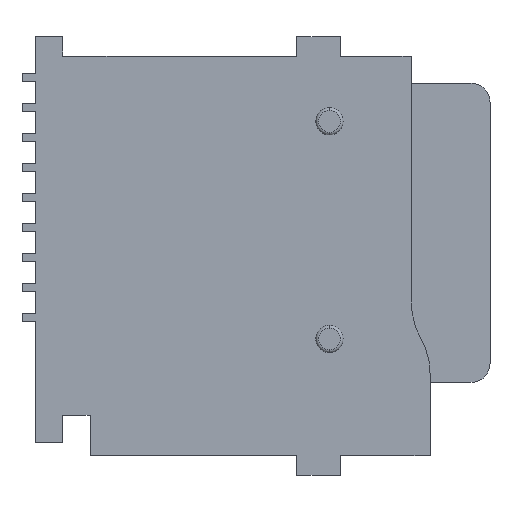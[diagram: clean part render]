
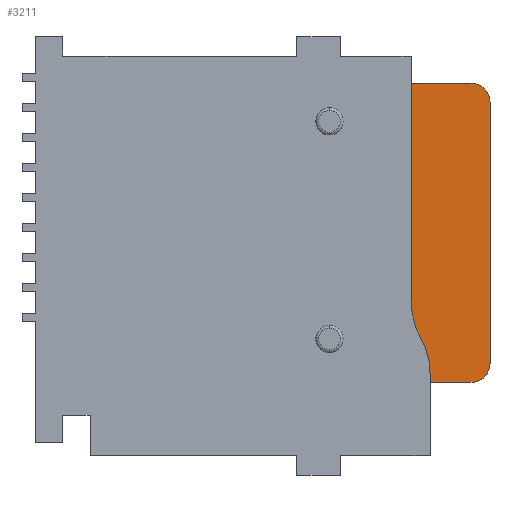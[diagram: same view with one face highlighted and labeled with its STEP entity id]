
A CAD part, front view. The second image highlights one B-rep face of the part: STEP entity #3211.
In plain terms, the highlighted planar face has unit normal (0, -1, 0).
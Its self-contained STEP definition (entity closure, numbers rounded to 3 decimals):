
#104 = CARTESIAN_POINT ( 'NONE',  ( -0.7, 0.8, 13.7 ) ) ;
#611 = ORIENTED_EDGE ( 'NONE', *, *, #7444, .F. ) ;
#699 = EDGE_CURVE ( 'NONE', #2413, #2863, #7357, .T. ) ;
#708 = DIRECTION ( 'NONE',  ( 0., 0., -1. ) ) ;
#739 = VERTEX_POINT ( 'NONE', #4095 ) ;
#800 = CARTESIAN_POINT ( 'NONE',  ( -0.7, 0.8, 13.7 ) ) ;
#866 = CARTESIAN_POINT ( 'NONE',  ( -2.72, 0.8, 3. ) ) ;
#1081 = VERTEX_POINT ( 'NONE', #4041 ) ;
#1138 = LINE ( 'NONE', #7643, #2307 ) ;
#1163 = AXIS2_PLACEMENT_3D ( 'NONE', #800, #1655, #3789 ) ;
#1229 = DIRECTION ( 'NONE',  ( -1., 0., 0. ) ) ;
#1262 = DIRECTION ( 'NONE',  ( 0., -1., 0. ) ) ;
#1301 = DIRECTION ( 'NONE',  ( 0., 0., 1. ) ) ;
#1449 = DIRECTION ( 'NONE',  ( 0., -1., 0. ) ) ;
#1458 = ORIENTED_EDGE ( 'NONE', *, *, #4237, .T. ) ;
#1476 = CARTESIAN_POINT ( 'NONE',  ( 0., 0.8, 13.7 ) ) ;
#1554 = AXIS2_PLACEMENT_3D ( 'NONE', #8486, #4081, #1980 ) ;
#1603 = AXIS2_PLACEMENT_3D ( 'NONE', #866, #8091, #2337 ) ;
#1655 = DIRECTION ( 'NONE',  ( 0., -1., 0. ) ) ;
#1980 = DIRECTION ( 'NONE',  ( 0., 0., 1. ) ) ;
#1996 = LINE ( 'NONE', #1476, #8758 ) ;
#2144 = VERTEX_POINT ( 'NONE', #3691 ) ;
#2154 = CIRCLE ( 'NONE', #7471, 0.7 ) ;
#2307 = VECTOR ( 'NONE', #1229, 1000. ) ;
#2319 = PLANE ( 'NONE',  #1163 ) ;
#2337 = DIRECTION ( 'NONE',  ( 0., 0., 1. ) ) ;
#2413 = VERTEX_POINT ( 'NONE', #5427 ) ;
#2471 = VERTEX_POINT ( 'NONE', #2717 ) ;
#2598 = VERTEX_POINT ( 'NONE', #3364 ) ;
#2610 = CARTESIAN_POINT ( 'NONE',  ( -0.7, 0.8, 13.7 ) ) ;
#2717 = CARTESIAN_POINT ( 'NONE',  ( 0., 0.8, 2.7 ) ) ;
#2863 = VERTEX_POINT ( 'NONE', #3756 ) ;
#3114 = VERTEX_POINT ( 'NONE', #5773 ) ;
#3178 = EDGE_LOOP ( 'NONE', ( #6999, #5521, #5923, #611, #7106, #5666, #1458, #3424, #8846 ) ) ;
#3211 = ADVANCED_FACE ( 'NONE', ( #5252 ), #2319, .T. ) ;
#3364 = CARTESIAN_POINT ( 'NONE',  ( 2.2, 0.8, 13. ) ) ;
#3424 = ORIENTED_EDGE ( 'NONE', *, *, #8522, .T. ) ;
#3691 = CARTESIAN_POINT ( 'NONE',  ( 1.5, 0.8, 2.7 ) ) ;
#3756 = CARTESIAN_POINT ( 'NONE',  ( 0., 0.8, 3. ) ) ;
#3789 = DIRECTION ( 'NONE',  ( 0., 0., -1. ) ) ;
#3812 = VECTOR ( 'NONE', #1301, 1000. ) ;
#4041 = CARTESIAN_POINT ( 'NONE',  ( 1.5, 0.8, 13.7 ) ) ;
#4081 = DIRECTION ( 'NONE',  ( 0., -1., 0. ) ) ;
#4095 = CARTESIAN_POINT ( 'NONE',  ( 2.2, 0.8, 3.4 ) ) ;
#4159 = DIRECTION ( 'NONE',  ( 0., 0., 1. ) ) ;
#4237 = EDGE_CURVE ( 'NONE', #2598, #1081, #2154, .T. ) ;
#4950 = DIRECTION ( 'NONE',  ( 0., 0., -1. ) ) ;
#5094 = CARTESIAN_POINT ( 'NONE',  ( 2.2, 0.8, 13.7 ) ) ;
#5252 = FACE_OUTER_BOUND ( 'NONE', #3178, .T. ) ;
#5427 = CARTESIAN_POINT ( 'NONE',  ( -0.343, 0.8, 4.321 ) ) ;
#5521 = ORIENTED_EDGE ( 'NONE', *, *, #699, .T. ) ;
#5598 = LINE ( 'NONE', #104, #5871 ) ;
#5666 = ORIENTED_EDGE ( 'NONE', *, *, #8192, .T. ) ;
#5773 = CARTESIAN_POINT ( 'NONE',  ( -0.7, 0.8, 5.7 ) ) ;
#5871 = VECTOR ( 'NONE', #8745, 1000. ) ;
#5923 = ORIENTED_EDGE ( 'NONE', *, *, #8510, .T. ) ;
#6210 = CARTESIAN_POINT ( 'NONE',  ( 2.138, 0.8, 5.7 ) ) ;
#6733 = EDGE_CURVE ( 'NONE', #3114, #9157, #7053, .T. ) ;
#6999 = ORIENTED_EDGE ( 'NONE', *, *, #7765, .T. ) ;
#7053 = LINE ( 'NONE', #7585, #8829 ) ;
#7106 = ORIENTED_EDGE ( 'NONE', *, *, #7484, .T. ) ;
#7357 = CIRCLE ( 'NONE', #1603, 2.72 ) ;
#7444 = EDGE_CURVE ( 'NONE', #2144, #2471, #1138, .T. ) ;
#7471 = AXIS2_PLACEMENT_3D ( 'NONE', #8565, #1449, #4950 ) ;
#7484 = EDGE_CURVE ( 'NONE', #2144, #739, #8505, .T. ) ;
#7585 = CARTESIAN_POINT ( 'NONE',  ( -0.7, 0.8, 14.7 ) ) ;
#7643 = CARTESIAN_POINT ( 'NONE',  ( -0.7, 0.8, 2.7 ) ) ;
#7718 = DIRECTION ( 'NONE',  ( 0., 0., 1. ) ) ;
#7739 = CIRCLE ( 'NONE', #8815, 2.838 ) ;
#7765 = EDGE_CURVE ( 'NONE', #3114, #2413, #7739, .T. ) ;
#7806 = LINE ( 'NONE', #5094, #3812 ) ;
#8091 = DIRECTION ( 'NONE',  ( 0., 1., 0. ) ) ;
#8192 = EDGE_CURVE ( 'NONE', #739, #2598, #7806, .T. ) ;
#8486 = CARTESIAN_POINT ( 'NONE',  ( 1.5, 0.8, 3.4 ) ) ;
#8505 = CIRCLE ( 'NONE', #1554, 0.7 ) ;
#8510 = EDGE_CURVE ( 'NONE', #2863, #2471, #1996, .T. ) ;
#8522 = EDGE_CURVE ( 'NONE', #1081, #9157, #5598, .T. ) ;
#8565 = CARTESIAN_POINT ( 'NONE',  ( 1.5, 0.8, 13. ) ) ;
#8745 = DIRECTION ( 'NONE',  ( -1., 0., 0. ) ) ;
#8758 = VECTOR ( 'NONE', #708, 1000. ) ;
#8815 = AXIS2_PLACEMENT_3D ( 'NONE', #6210, #1262, #4159 ) ;
#8829 = VECTOR ( 'NONE', #7718, 1000. ) ;
#8846 = ORIENTED_EDGE ( 'NONE', *, *, #6733, .F. ) ;
#9157 = VERTEX_POINT ( 'NONE', #2610 ) ;
